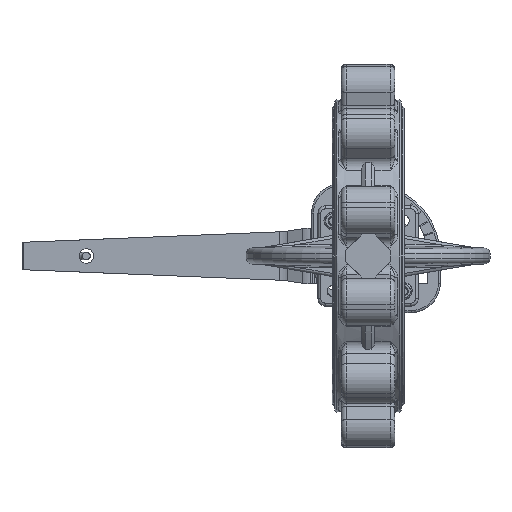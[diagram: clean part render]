
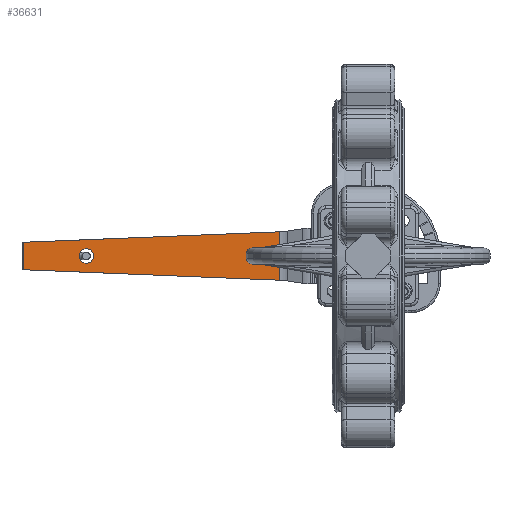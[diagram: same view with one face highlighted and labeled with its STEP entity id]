
A CAD part, front view. The second image highlights one B-rep face of the part: STEP entity #36631.
In plain terms, the highlighted planar face has unit normal (0, -1, 0).
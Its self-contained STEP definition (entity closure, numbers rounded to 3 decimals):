
#36418=CARTESIAN_POINT('',(-353.,304.5,-14.082));
#36419=VERTEX_POINT('',#36418);
#36420=CARTESIAN_POINT('',(-353.,304.5,14.082));
#36421=VERTEX_POINT('',#36420);
#36422=CARTESIAN_POINT('',(-353.,304.5,-14.082));
#36423=DIRECTION('',(0.0,0.0,1.0));
#36424=VECTOR('',#36423,28.164);
#36425=LINE('',#36422,#36424);
#36426=EDGE_CURVE('',#36419,#36421,#36425,.T.);
#36561=CARTESIAN_POINT('',(-90.765,304.5,24.825));
#36562=VERTEX_POINT('',#36561);
#36563=CARTESIAN_POINT('',(-90.765,304.5,24.825));
#36564=DIRECTION('',(-0.999,0.0,-0.041));
#36565=VECTOR('',#36564,262.455);
#36566=LINE('',#36563,#36565);
#36567=EDGE_CURVE('',#36562,#36421,#36566,.T.);
#36597=CARTESIAN_POINT('',(-86.5,304.5,-25.));
#36598=DIRECTION('',(0.0,-1.0,0.0));
#36599=DIRECTION('',(0.0,0.0,-1.0));
#36600=AXIS2_PLACEMENT_3D('',#36597,#36598,#36599);
#36601=PLANE('',#36600);
#36602=ORIENTED_EDGE('',*,*,#36426,.F.);
#36603=CARTESIAN_POINT('',(-90.765,304.5,-24.825));
#36604=VERTEX_POINT('',#36603);
#36605=CARTESIAN_POINT('',(-90.765,304.5,-24.825));
#36606=DIRECTION('',(-0.999,0.0,0.041));
#36607=VECTOR('',#36606,262.455);
#36608=LINE('',#36605,#36607);
#36609=EDGE_CURVE('',#36604,#36419,#36608,.T.);
#36610=ORIENTED_EDGE('',*,*,#36609,.F.);
#36611=CARTESIAN_POINT('',(-90.765,304.5,24.825));
#36612=DIRECTION('',(0.0,0.0,-1.0));
#36613=VECTOR('',#36612,49.651);
#36614=LINE('',#36611,#36613);
#36615=EDGE_CURVE('',#36562,#36604,#36614,.T.);
#36616=ORIENTED_EDGE('',*,*,#36615,.F.);
#36617=ORIENTED_EDGE('',*,*,#36567,.T.);
#36618=EDGE_LOOP('',(#36602,#36610,#36616,#36617));
#36619=FACE_OUTER_BOUND('',#36618,.T.);
#36620=CARTESIAN_POINT('',(-289.,304.5,-7.5));
#36621=VERTEX_POINT('',#36620);
#36622=CARTESIAN_POINT('',(-289.,304.5,0.));
#36623=DIRECTION('',(0.0,1.0,0.0));
#36624=DIRECTION('',(0.0,0.0,1.0));
#36625=AXIS2_PLACEMENT_3D('',#36622,#36623,#36624);
#36626=CIRCLE('',#36625,7.5);
#36627=EDGE_CURVE('',#36621,#36621,#36626,.T.);
#36628=ORIENTED_EDGE('',*,*,#36627,.T.);
#36629=EDGE_LOOP('',(#36628));
#36630=FACE_BOUND('',#36629,.T.);
#36631=ADVANCED_FACE('',(#36619,#36630),#36601,.T.);
